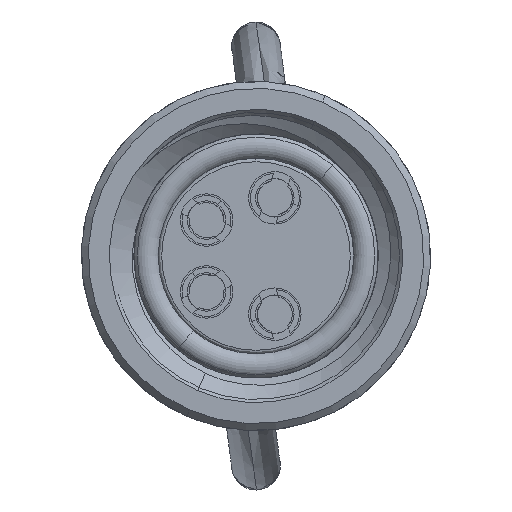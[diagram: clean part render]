
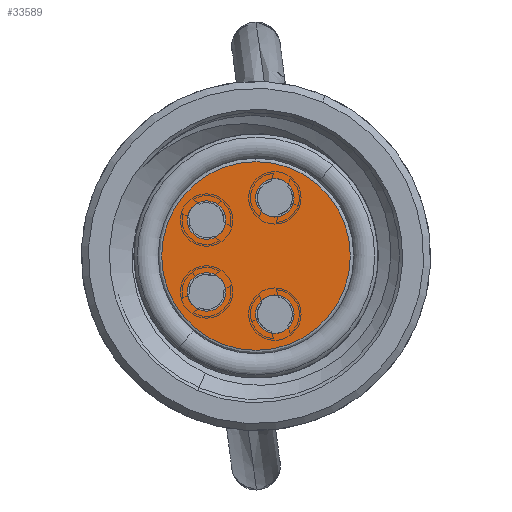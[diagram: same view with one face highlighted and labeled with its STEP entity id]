
A CAD part, left-side view. The second image highlights one B-rep face of the part: STEP entity #33589.
In plain terms, the highlighted planar face has unit normal (-1, 0, 0).
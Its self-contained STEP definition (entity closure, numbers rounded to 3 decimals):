
#295 = CARTESIAN_POINT ( 'NONE',  ( -6., 1.416, 1.029 ) ) ;
#1961 = CARTESIAN_POINT ( 'NONE',  ( -6., 0., -2.7 ) ) ;
#2049 = CARTESIAN_POINT ( 'NONE',  ( -6., 1.416, -1.579 ) ) ;
#2503 = EDGE_LOOP ( 'NONE', ( #38788, #38002 ) ) ;
#2529 = VERTEX_POINT ( 'NONE', #23413 ) ;
#4147 = EDGE_LOOP ( 'NONE', ( #52551, #60727 ) ) ;
#4197 = VERTEX_POINT ( 'NONE', #1961 ) ;
#4630 = DIRECTION ( 'NONE',  ( 0., 0., 1. ) ) ;
#5190 = DIRECTION ( 'NONE',  ( -1., 0., 0. ) ) ;
#6327 = AXIS2_PLACEMENT_3D ( 'NONE', #61273, #30952, #66310 ) ;
#6456 = DIRECTION ( 'NONE',  ( -1., 0., 0. ) ) ;
#7228 = DIRECTION ( 'NONE',  ( 0., 0., 1. ) ) ;
#7768 = DIRECTION ( 'NONE',  ( -1., 0., 0. ) ) ;
#8004 = AXIS2_PLACEMENT_3D ( 'NONE', #20831, #44566, #74910 ) ;
#8648 = PLANE ( 'NONE',  #15158 ) ;
#8690 = CARTESIAN_POINT ( 'NONE',  ( -6., 1.416, 0.479 ) ) ;
#8802 = AXIS2_PLACEMENT_3D ( 'NONE', #51252, #44644, #4630 ) ;
#10104 = CIRCLE ( 'NONE', #11302, 0.55 ) ;
#10960 = CARTESIAN_POINT ( 'NONE',  ( -6., 0., 0. ) ) ;
#11302 = AXIS2_PLACEMENT_3D ( 'NONE', #20221, #61508, #42442 ) ;
#11680 = EDGE_CURVE ( 'NONE', #65773, #4197, #68488, .T. ) ;
#11968 = EDGE_CURVE ( 'NONE', #16627, #60202, #22875, .T. ) ;
#12235 = DIRECTION ( 'NONE',  ( -1., 0., 0. ) ) ;
#13304 = EDGE_LOOP ( 'NONE', ( #19004, #52168 ) ) ;
#15158 = AXIS2_PLACEMENT_3D ( 'NONE', #49463, #15563, #74732 ) ;
#15563 = DIRECTION ( 'NONE',  ( 1., 0., 0. ) ) ;
#16627 = VERTEX_POINT ( 'NONE', #21112 ) ;
#17865 = CIRCLE ( 'NONE', #45187, 0.55 ) ;
#18630 = CIRCLE ( 'NONE', #6327, 0.55 ) ;
#18993 = CARTESIAN_POINT ( 'NONE',  ( -6., -0.541, -1.664 ) ) ;
#19004 = ORIENTED_EDGE ( 'NONE', *, *, #53572, .T. ) ;
#19889 = FACE_BOUND ( 'NONE', #24418, .T. ) ;
#20221 = CARTESIAN_POINT ( 'NONE',  ( -6., -0.541, 1.664 ) ) ;
#20831 = CARTESIAN_POINT ( 'NONE',  ( -6., -0.541, -1.664 ) ) ;
#21112 = CARTESIAN_POINT ( 'NONE',  ( -6., 1.416, -0.479 ) ) ;
#21483 = CARTESIAN_POINT ( 'NONE',  ( -6., -0.541, -1.114 ) ) ;
#22875 = CIRCLE ( 'NONE', #24133, 0.55 ) ;
#23413 = CARTESIAN_POINT ( 'NONE',  ( -6., -0.541, 2.214 ) ) ;
#24133 = AXIS2_PLACEMENT_3D ( 'NONE', #53099, #6456, #7228 ) ;
#24418 = EDGE_LOOP ( 'NONE', ( #45588, #51462 ) ) ;
#26507 = VERTEX_POINT ( 'NONE', #21483 ) ;
#26516 = FACE_BOUND ( 'NONE', #30367, .T. ) ;
#26546 = CARTESIAN_POINT ( 'NONE',  ( -6., 0., 2.7 ) ) ;
#27444 = CIRCLE ( 'NONE', #8802, 0.55 ) ;
#30367 = EDGE_LOOP ( 'NONE', ( #41495, #31310 ) ) ;
#30952 = DIRECTION ( 'NONE',  ( -1., 0., 0. ) ) ;
#31310 = ORIENTED_EDGE ( 'NONE', *, *, #66894, .F. ) ;
#31361 = EDGE_CURVE ( 'NONE', #35494, #70668, #18630, .T. ) ;
#31623 = FACE_BOUND ( 'NONE', #2503, .T. ) ;
#33589 = ADVANCED_FACE ( 'NONE', ( #73214, #31623, #19889, #50993, #26516 ), #8648, .F. ) ;
#35237 = DIRECTION ( 'NONE',  ( 0., 0., 1. ) ) ;
#35454 = DIRECTION ( 'NONE',  ( 0., 0., -1. ) ) ;
#35479 = CIRCLE ( 'NONE', #55368, 0.55 ) ;
#35494 = VERTEX_POINT ( 'NONE', #54974 ) ;
#38002 = ORIENTED_EDGE ( 'NONE', *, *, #55609, .F. ) ;
#38717 = AXIS2_PLACEMENT_3D ( 'NONE', #47094, #76332, #35454 ) ;
#38788 = ORIENTED_EDGE ( 'NONE', *, *, #61960, .F. ) ;
#39620 = EDGE_CURVE ( 'NONE', #70668, #35494, #35479, .T. ) ;
#41469 = CIRCLE ( 'NONE', #8004, 0.55 ) ;
#41495 = ORIENTED_EDGE ( 'NONE', *, *, #11968, .F. ) ;
#42442 = DIRECTION ( 'NONE',  ( 0., 0., 1. ) ) ;
#42747 = DIRECTION ( 'NONE',  ( 0., 0., 1. ) ) ;
#44566 = DIRECTION ( 'NONE',  ( -1., 0., 0. ) ) ;
#44644 = DIRECTION ( 'NONE',  ( -1., 0., 0. ) ) ;
#45187 = AXIS2_PLACEMENT_3D ( 'NONE', #18993, #7768, #42747 ) ;
#45221 = CARTESIAN_POINT ( 'NONE',  ( -6., -0.541, -2.214 ) ) ;
#45588 = ORIENTED_EDGE ( 'NONE', *, *, #70850, .F. ) ;
#47067 = CARTESIAN_POINT ( 'NONE',  ( -6., -0.541, 1.114 ) ) ;
#47094 = CARTESIAN_POINT ( 'NONE',  ( -6., 0., 0. ) ) ;
#47140 = DIRECTION ( 'NONE',  ( 0., 0., -1. ) ) ;
#48544 = VERTEX_POINT ( 'NONE', #45221 ) ;
#49463 = CARTESIAN_POINT ( 'NONE',  ( -6., 0., 0. ) ) ;
#50993 = FACE_BOUND ( 'NONE', #4147, .T. ) ;
#51252 = CARTESIAN_POINT ( 'NONE',  ( -6., -0.541, 1.664 ) ) ;
#51462 = ORIENTED_EDGE ( 'NONE', *, *, #53208, .F. ) ;
#52168 = ORIENTED_EDGE ( 'NONE', *, *, #11680, .T. ) ;
#52551 = ORIENTED_EDGE ( 'NONE', *, *, #31361, .F. ) ;
#53099 = CARTESIAN_POINT ( 'NONE',  ( -6., 1.416, -1.029 ) ) ;
#53208 = EDGE_CURVE ( 'NONE', #71789, #2529, #27444, .T. ) ;
#53572 = EDGE_CURVE ( 'NONE', #4197, #65773, #64790, .T. ) ;
#54974 = CARTESIAN_POINT ( 'NONE',  ( -6., 1.416, 1.579 ) ) ;
#55368 = AXIS2_PLACEMENT_3D ( 'NONE', #295, #12235, #35237 ) ;
#55609 = EDGE_CURVE ( 'NONE', #48544, #26507, #17865, .T. ) ;
#56350 = AXIS2_PLACEMENT_3D ( 'NONE', #75872, #64914, #58742 ) ;
#58742 = DIRECTION ( 'NONE',  ( 0., 0., 1. ) ) ;
#60042 = CIRCLE ( 'NONE', #56350, 0.55 ) ;
#60202 = VERTEX_POINT ( 'NONE', #2049 ) ;
#60727 = ORIENTED_EDGE ( 'NONE', *, *, #39620, .F. ) ;
#61273 = CARTESIAN_POINT ( 'NONE',  ( -6., 1.416, 1.029 ) ) ;
#61508 = DIRECTION ( 'NONE',  ( -1., 0., 0. ) ) ;
#61960 = EDGE_CURVE ( 'NONE', #26507, #48544, #41469, .T. ) ;
#64790 = CIRCLE ( 'NONE', #38717, 2.7 ) ;
#64914 = DIRECTION ( 'NONE',  ( -1., 0., 0. ) ) ;
#65773 = VERTEX_POINT ( 'NONE', #26546 ) ;
#66310 = DIRECTION ( 'NONE',  ( 0., 0., 1. ) ) ;
#66894 = EDGE_CURVE ( 'NONE', #60202, #16627, #60042, .T. ) ;
#67251 = AXIS2_PLACEMENT_3D ( 'NONE', #10960, #5190, #47140 ) ;
#68488 = CIRCLE ( 'NONE', #67251, 2.7 ) ;
#70668 = VERTEX_POINT ( 'NONE', #8690 ) ;
#70850 = EDGE_CURVE ( 'NONE', #2529, #71789, #10104, .T. ) ;
#71789 = VERTEX_POINT ( 'NONE', #47067 ) ;
#73214 = FACE_OUTER_BOUND ( 'NONE', #13304, .T. ) ;
#74732 = DIRECTION ( 'NONE',  ( 0., 0., -1. ) ) ;
#74910 = DIRECTION ( 'NONE',  ( 0., 0., 1. ) ) ;
#75872 = CARTESIAN_POINT ( 'NONE',  ( -6., 1.416, -1.029 ) ) ;
#76332 = DIRECTION ( 'NONE',  ( -1., 0., 0. ) ) ;
